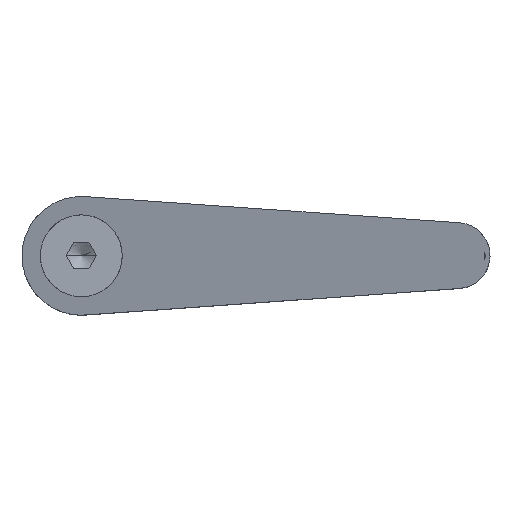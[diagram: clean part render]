
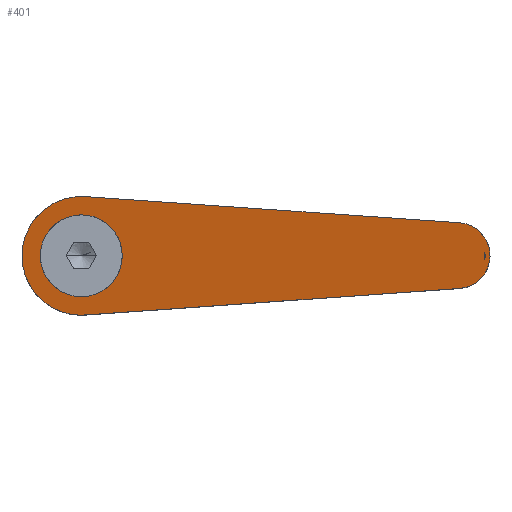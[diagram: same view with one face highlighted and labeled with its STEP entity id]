
A CAD part, top view. The second image highlights one B-rep face of the part: STEP entity #401.
In plain terms, the highlighted planar face has unit normal (-0.266, 0, 0.964).
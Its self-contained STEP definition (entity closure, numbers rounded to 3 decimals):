
#211=VERTEX_POINT('',#576);
#217=EDGE_CURVE('',#531,#383,#583,.T.);
#259=EDGE_CURVE('',#211,#283,#630,.T.);
#265=VERTEX_POINT('',#636);
#283=VERTEX_POINT('',#658);
#301=VERTEX_POINT('',#678);
#321=EDGE_CURVE('',#361,#301,#699,.T.);
#323=EDGE_CURVE('',#439,#531,#701,.T.);
#347=EDGE_CURVE('',#301,#211,#726,.T.);
#361=VERTEX_POINT('',#743);
#383=VERTEX_POINT('',#768);
#391=EDGE_CURVE('',#441,#265,#776,.T.);
#401=ADVANCED_FACE('',(#786,#787,#788),#789,.F.);
#413=EDGE_CURVE('',#383,#439,#802,.T.);
#439=VERTEX_POINT('',#829);
#441=VERTEX_POINT('',#831);
#447=EDGE_CURVE('',#441,#265,#837,.T.);
#461=EDGE_CURVE('',#283,#517,#852,.T.);
#513=EDGE_CURVE('',#517,#361,#914,.T.);
#517=VERTEX_POINT('',#918);
#531=VERTEX_POINT('',#934);
#576=CARTESIAN_POINT('',(0.632,-8.978,28.753));
#583=ELLIPSE('',#991,6.431,6.2);
#630=LINE('',#1066,#1067);
#636=CARTESIAN_POINT('',(61.218,-0.524,45.444));
#658=CARTESIAN_POINT('',(57.351,-4.988,44.379));
#678=CARTESIAN_POINT('',(-9.,0.,26.1));
#699=ELLIPSE('',#1154,9.335,9.);
#701=ELLIPSE('',#1157,6.431,6.2);
#726=ELLIPSE('',#1200,9.335,9.);
#743=CARTESIAN_POINT('',(0.632,8.978,28.753));
#768=CARTESIAN_POINT('',(0.,6.2,28.579));
#776=CIRCLE('',#1267,4.874);
#786=FACE_BOUND('',#1291,.T.);
#787=FACE_OUTER_BOUND('',#1292,.T.);
#788=FACE_BOUND('',#1293,.T.);
#789=PLANE('',#1294);
#802=ELLIPSE('',#1310,6.431,6.2);
#829=CARTESIAN_POINT('',(-1.001,6.119,28.304));
#831=CARTESIAN_POINT('',(61.218,0.524,45.444));
#837=ELLIPSE('',#1401,4.408,4.25);
#852=ELLIPSE('',#1419,5.186,5.);
#914=LINE('',#1506,#1507);
#918=CARTESIAN_POINT('',(57.351,4.988,44.379));
#934=CARTESIAN_POINT('',(0.,-6.2,28.579));
#991=AXIS2_PLACEMENT_3D('',#1597,#1598,#1599);
#1066=CARTESIAN_POINT('',(59.719,-4.821,45.031));
#1067=VECTOR('',#1656,1.0);
#1154=AXIS2_PLACEMENT_3D('',#1726,#1727,#1728);
#1157=AXIS2_PLACEMENT_3D('',#1729,#1730,#1731);
#1200=AXIS2_PLACEMENT_3D('',#1753,#1754,#1755);
#1267=AXIS2_PLACEMENT_3D('',#1819,#1820,#1821);
#1291=EDGE_LOOP('',(#1830,#1831));
#1292=EDGE_LOOP('',(#1832,#1833,#1834,#1835,#1836));
#1293=EDGE_LOOP('',(#1837,#1838,#1839));
#1294=AXIS2_PLACEMENT_3D('',#1840,#1841,#1842);
#1310=AXIS2_PLACEMENT_3D('',#1855,#1856,#1857);
#1401=AXIS2_PLACEMENT_3D('',#1871,#1872,#1873);
#1419=AXIS2_PLACEMENT_3D('',#1887,#1888,#1889);
#1506=CARTESIAN_POINT('',(33.351,6.676,37.767));
#1507=VECTOR('',#1971,1.0);
#1597=CARTESIAN_POINT('',(0.0,0.0,28.579));
#1598=DIRECTION('',(-0.266,0.,0.964));
#1599=DIRECTION('',(-0.964,0.0,-0.266));
#1656=DIRECTION('',(0.962,0.068,0.265));
#1726=CARTESIAN_POINT('',(0.,0.,28.579));
#1727=DIRECTION('',(-0.266,0.,0.964));
#1728=DIRECTION('',(-0.964,0.,-0.266));
#1729=CARTESIAN_POINT('',(0.0,0.0,28.579));
#1730=DIRECTION('',(-0.266,0.,0.964));
#1731=DIRECTION('',(-0.964,0.0,-0.266));
#1753=CARTESIAN_POINT('',(0.,0.,28.579));
#1754=DIRECTION('',(-0.266,0.,0.964));
#1755=DIRECTION('',(-0.964,0.,-0.266));
#1819=CARTESIAN_POINT('',(56.545,0.,44.157));
#1820=DIRECTION('',(0.266,0.,-0.964));
#1821=DIRECTION('',(0.066,0.998,0.018));
#1830=ORIENTED_EDGE('',*,*,#391,.F.);
#1831=ORIENTED_EDGE('',*,*,#447,.T.);
#1832=ORIENTED_EDGE('',*,*,#321,.T.);
#1833=ORIENTED_EDGE('',*,*,#347,.T.);
#1834=ORIENTED_EDGE('',*,*,#259,.T.);
#1835=ORIENTED_EDGE('',*,*,#461,.T.);
#1836=ORIENTED_EDGE('',*,*,#513,.T.);
#1837=ORIENTED_EDGE('',*,*,#323,.F.);
#1838=ORIENTED_EDGE('',*,*,#413,.F.);
#1839=ORIENTED_EDGE('',*,*,#217,.F.);
#1840=CARTESIAN_POINT('',(27.54,0.,36.166));
#1841=DIRECTION('',(0.266,0.,-0.964));
#1842=DIRECTION('',(0.256,0.964,0.071));
#1855=CARTESIAN_POINT('',(0.0,0.0,28.579));
#1856=DIRECTION('',(-0.266,0.,0.964));
#1857=DIRECTION('',(-0.964,0.0,-0.266));
#1871=CARTESIAN_POINT('',(57.0,0.,44.282));
#1872=DIRECTION('',(0.266,0.,-0.964));
#1873=DIRECTION('',(0.964,0.,0.266));
#1887=CARTESIAN_POINT('',(57.0,0.,44.282));
#1888=DIRECTION('',(-0.266,0.,0.964));
#1889=DIRECTION('',(0.964,0.,0.266));
#1971=DIRECTION('',(-0.962,0.068,-0.265));
